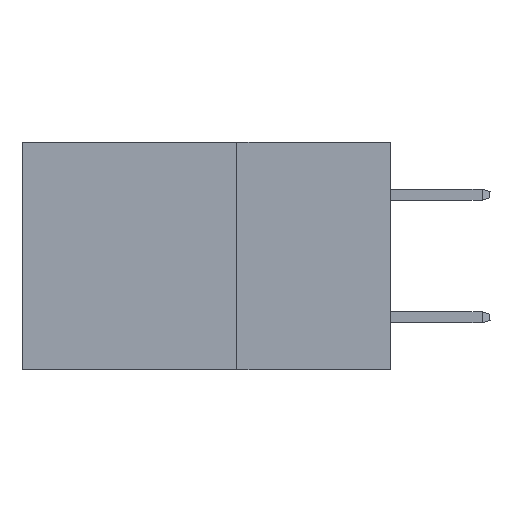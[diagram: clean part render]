
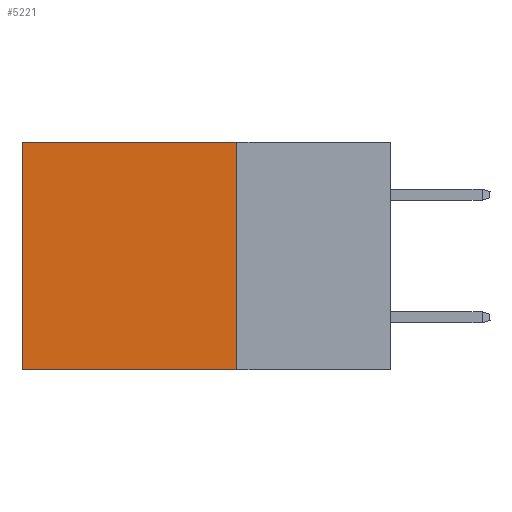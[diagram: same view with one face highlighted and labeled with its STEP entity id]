
A CAD part, left-side view. The second image highlights one B-rep face of the part: STEP entity #5221.
In plain terms, the highlighted planar face has unit normal (-1, 0, 0).
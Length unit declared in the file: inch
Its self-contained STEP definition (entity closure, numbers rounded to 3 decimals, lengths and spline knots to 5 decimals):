
#389 = AXIS2_PLACEMENT_3D ( 'NONE', #38858, #20176, #20027 ) ;
#397 = LINE ( 'NONE', #30710, #13782 ) ;
#1582 = ORIENTED_EDGE ( 'NONE', *, *, #6427, .F. ) ;
#4192 = ORIENTED_EDGE ( 'NONE', *, *, #18567, .T. ) ;
#4510 = CARTESIAN_POINT ( 'NONE',  ( 0.2875, 0.6, 0. ) ) ;
#4751 = VECTOR ( 'NONE', #28135, 39.37008 ) ;
#5221 = ADVANCED_FACE ( 'NONE', ( #38844 ), #13676, .F. ) ;
#6427 = EDGE_CURVE ( 'NONE', #21546, #10266, #9198, .T. ) ;
#7532 = CARTESIAN_POINT ( 'NONE',  ( 0.2875, 0.25, 0. ) ) ;
#8219 = DIRECTION ( 'NONE',  ( 0., 1., 0. ) ) ;
#9004 = VERTEX_POINT ( 'NONE', #28238 ) ;
#9198 = LINE ( 'NONE', #33421, #12154 ) ;
#10266 = VERTEX_POINT ( 'NONE', #10590 ) ;
#10590 = CARTESIAN_POINT ( 'NONE',  ( 0.2875, 0.25, -0.37 ) ) ;
#11006 = CARTESIAN_POINT ( 'NONE',  ( 0.2875, 0.25, 0. ) ) ;
#11035 = VERTEX_POINT ( 'NONE', #4510 ) ;
#12154 = VECTOR ( 'NONE', #33689, 39.37008 ) ;
#13310 = EDGE_CURVE ( 'NONE', #10266, #9004, #397, .T. ) ;
#13676 = PLANE ( 'NONE',  #389 ) ;
#13782 = VECTOR ( 'NONE', #8219, 39.37008 ) ;
#14863 = EDGE_CURVE ( 'NONE', #11035, #9004, #22524, .T. ) ;
#17941 = LINE ( 'NONE', #11006, #39577 ) ;
#18567 = EDGE_CURVE ( 'NONE', #21546, #11035, #17941, .T. ) ;
#20027 = DIRECTION ( 'NONE',  ( 0., 0., -1. ) ) ;
#20080 = EDGE_LOOP ( 'NONE', ( #30983, #38140, #1582, #4192 ) ) ;
#20176 = DIRECTION ( 'NONE',  ( 1., 0., 0. ) ) ;
#21546 = VERTEX_POINT ( 'NONE', #7532 ) ;
#22524 = LINE ( 'NONE', #28000, #4751 ) ;
#23132 = DIRECTION ( 'NONE',  ( 0., 1., 0. ) ) ;
#28000 = CARTESIAN_POINT ( 'NONE',  ( 0.2875, 0.6, 0. ) ) ;
#28135 = DIRECTION ( 'NONE',  ( 0., 0., -1. ) ) ;
#28238 = CARTESIAN_POINT ( 'NONE',  ( 0.2875, 0.6, -0.37 ) ) ;
#30710 = CARTESIAN_POINT ( 'NONE',  ( 0.2875, 0.25, -0.37 ) ) ;
#30983 = ORIENTED_EDGE ( 'NONE', *, *, #14863, .T. ) ;
#33421 = CARTESIAN_POINT ( 'NONE',  ( 0.2875, 0.25, 0. ) ) ;
#33689 = DIRECTION ( 'NONE',  ( 0., 0., -1. ) ) ;
#38140 = ORIENTED_EDGE ( 'NONE', *, *, #13310, .F. ) ;
#38844 = FACE_OUTER_BOUND ( 'NONE', #20080, .T. ) ;
#38858 = CARTESIAN_POINT ( 'NONE',  ( 0.2875, 0.25, 0. ) ) ;
#39577 = VECTOR ( 'NONE', #23132, 39.37008 ) ;
